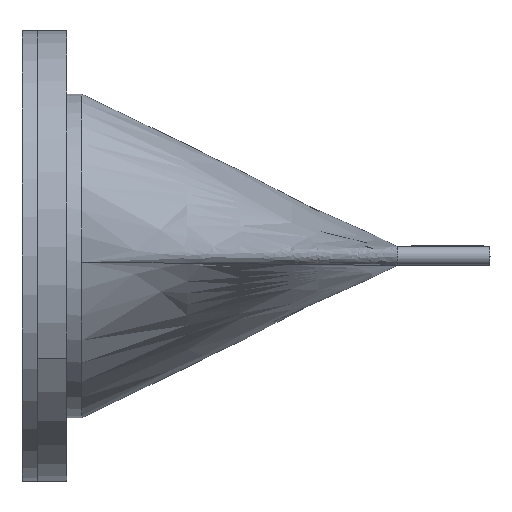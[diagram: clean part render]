
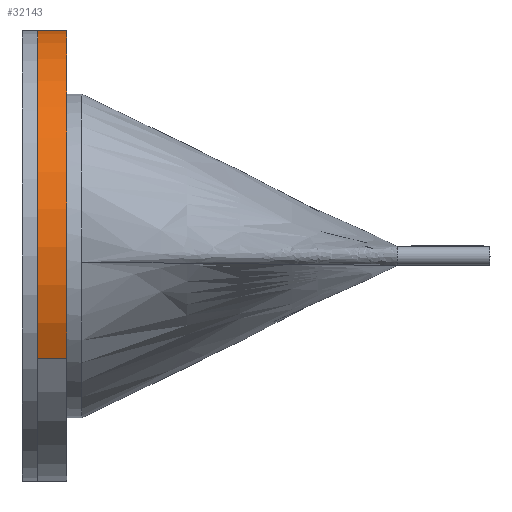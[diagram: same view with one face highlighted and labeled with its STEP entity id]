
A CAD part, front view. The second image highlights one B-rep face of the part: STEP entity #32143.
In plain terms, the highlighted cylindrical face has radius 357.5 mm (diameter 715 mm), a partial arc.
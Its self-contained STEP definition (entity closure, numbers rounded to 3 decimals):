
#438 = AXIS2_PLACEMENT_3D ( 'NONE', #7260, #1380, #36564 ) ;
#857 = VERTEX_POINT ( 'NONE', #33923 ) ;
#1380 = DIRECTION ( 'NONE',  ( 0., 0., 1. ) ) ;
#3280 = ORIENTED_EDGE ( 'NONE', *, *, #17796, .F. ) ;
#3802 = AXIS2_PLACEMENT_3D ( 'NONE', #23572, #14500, #8762 ) ;
#4188 = VECTOR ( 'NONE', #14662, 1000. ) ;
#4395 = EDGE_CURVE ( 'NONE', #11987, #18462, #26433, .T. ) ;
#7116 = EDGE_LOOP ( 'NONE', ( #36213, #32710, #28639, #3280 ) ) ;
#7132 = CARTESIAN_POINT ( 'NONE',  ( -357.5, 0., 46. ) ) ;
#7260 = CARTESIAN_POINT ( 'NONE',  ( 0., 0., 0. ) ) ;
#8762 = DIRECTION ( 'NONE',  ( 1., 0., 0. ) ) ;
#10396 = EDGE_CURVE ( 'NONE', #18462, #857, #20507, .T. ) ;
#11025 = VECTOR ( 'NONE', #26532, 1000. ) ;
#11405 = CARTESIAN_POINT ( 'NONE',  ( -357.5, 0., 46. ) ) ;
#11987 = VERTEX_POINT ( 'NONE', #7132 ) ;
#12829 = DIRECTION ( 'NONE',  ( 0., 0., -1. ) ) ;
#14500 = DIRECTION ( 'NONE',  ( 0., 0., 1. ) ) ;
#14662 = DIRECTION ( 'NONE',  ( 0., 0., -1. ) ) ;
#15355 = CIRCLE ( 'NONE', #3802, 357.5 ) ;
#17796 = EDGE_CURVE ( 'NONE', #18873, #857, #34690, .T. ) ;
#18462 = VERTEX_POINT ( 'NONE', #21435 ) ;
#18873 = VERTEX_POINT ( 'NONE', #19886 ) ;
#19753 = AXIS2_PLACEMENT_3D ( 'NONE', #26546, #12829, #21361 ) ;
#19886 = CARTESIAN_POINT ( 'NONE',  ( 162.302, -318.535, 46. ) ) ;
#20507 = CIRCLE ( 'NONE', #438, 357.5 ) ;
#21361 = DIRECTION ( 'NONE',  ( -1., 0., 0. ) ) ;
#21435 = CARTESIAN_POINT ( 'NONE',  ( -357.5, 0., 0. ) ) ;
#22220 = EDGE_CURVE ( 'NONE', #11987, #18873, #15355, .T. ) ;
#23572 = CARTESIAN_POINT ( 'NONE',  ( 0., 0., 46. ) ) ;
#26433 = LINE ( 'NONE', #11405, #4188 ) ;
#26532 = DIRECTION ( 'NONE',  ( 0., 0., -1. ) ) ;
#26546 = CARTESIAN_POINT ( 'NONE',  ( 0., 0., 46. ) ) ;
#28639 = ORIENTED_EDGE ( 'NONE', *, *, #10396, .T. ) ;
#29551 = CARTESIAN_POINT ( 'NONE',  ( 162.302, -318.535, 46. ) ) ;
#32143 = ADVANCED_FACE ( 'NONE', ( #35827 ), #32943, .T. ) ;
#32710 = ORIENTED_EDGE ( 'NONE', *, *, #4395, .T. ) ;
#32943 = CYLINDRICAL_SURFACE ( 'NONE', #19753, 357.5 ) ;
#33923 = CARTESIAN_POINT ( 'NONE',  ( 162.302, -318.535, 0. ) ) ;
#34690 = LINE ( 'NONE', #29551, #11025 ) ;
#35827 = FACE_OUTER_BOUND ( 'NONE', #7116, .T. ) ;
#36213 = ORIENTED_EDGE ( 'NONE', *, *, #22220, .F. ) ;
#36564 = DIRECTION ( 'NONE',  ( 1., 0., 0. ) ) ;
